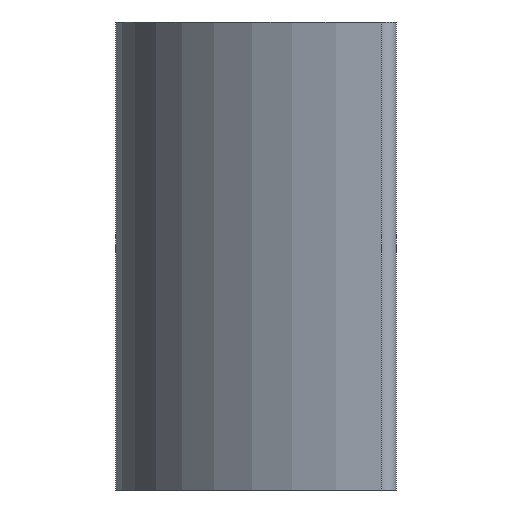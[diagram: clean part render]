
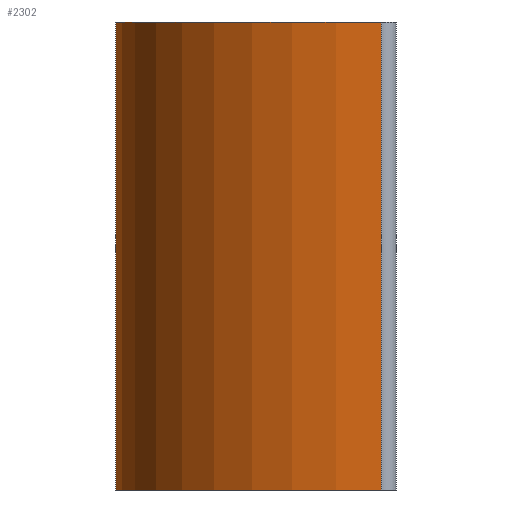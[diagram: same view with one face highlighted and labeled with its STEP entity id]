
A CAD part, left-side view. The second image highlights one B-rep face of the part: STEP entity #2302.
In plain terms, the highlighted cylindrical face has radius 60.001 mm (diameter 120.001 mm), a partial arc.
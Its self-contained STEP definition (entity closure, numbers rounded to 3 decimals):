
#168=CIRCLE('',#2559,60.001);
#169=CIRCLE('',#2560,60.001);
#256=CYLINDRICAL_SURFACE('',#2558,60.001);
#364=FACE_OUTER_BOUND('',#485,.T.);
#485=EDGE_LOOP('',(#1860,#1861,#1862,#1863));
#674=LINE('',#3925,#863);
#675=LINE('',#3931,#864);
#863=VECTOR('',#3223,100.);
#864=VECTOR('',#3230,100.);
#1093=VERTEX_POINT('',#3921);
#1094=VERTEX_POINT('',#3923);
#1095=VERTEX_POINT('',#3927);
#1096=VERTEX_POINT('',#3929);
#1420=EDGE_CURVE('',#1093,#1094,#674,.T.);
#1421=EDGE_CURVE('',#1095,#1093,#168,.T.);
#1422=EDGE_CURVE('',#1096,#1094,#169,.T.);
#1423=EDGE_CURVE('',#1095,#1096,#675,.T.);
#1860=ORIENTED_EDGE('',*,*,#1421,.T.);
#1861=ORIENTED_EDGE('',*,*,#1420,.T.);
#1862=ORIENTED_EDGE('',*,*,#1422,.F.);
#1863=ORIENTED_EDGE('',*,*,#1423,.F.);
#2302=ADVANCED_FACE('',(#364),#256,.T.);
#2558=AXIS2_PLACEMENT_3D('',#3926,#3224,#3225);
#2559=AXIS2_PLACEMENT_3D('',#3928,#3226,#3227);
#2560=AXIS2_PLACEMENT_3D('',#3930,#3228,#3229);
#3223=DIRECTION('',(0.,0.,1.));
#3224=DIRECTION('center_axis',(0.,0.,1.));
#3225=DIRECTION('ref_axis',(-0.053,0.999,0.));
#3226=DIRECTION('center_axis',(0.,0.,1.));
#3227=DIRECTION('ref_axis',(-0.053,0.999,0.));
#3228=DIRECTION('center_axis',(0.,0.,1.));
#3229=DIRECTION('ref_axis',(-0.053,0.999,0.));
#3230=DIRECTION('',(0.,0.,1.));
#3921=CARTESIAN_POINT('',(-28.099,-28.662,0.));
#3923=CARTESIAN_POINT('',(-28.099,-28.662,100.));
#3925=CARTESIAN_POINT('',(-28.099,-28.662,0.));
#3926=CARTESIAN_POINT('Origin',(31.819,-31.82,0.));
#3927=CARTESIAN_POINT('',(28.661,28.097,0.));
#3928=CARTESIAN_POINT('Origin',(31.819,-31.82,0.));
#3929=CARTESIAN_POINT('',(28.661,28.097,100.));
#3930=CARTESIAN_POINT('Origin',(31.819,-31.82,100.));
#3931=CARTESIAN_POINT('',(28.661,28.097,0.));
